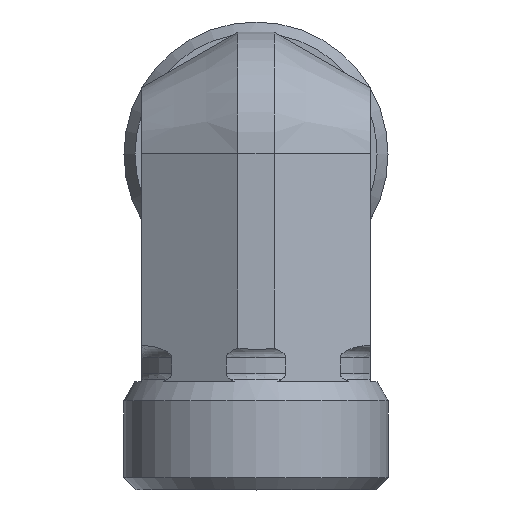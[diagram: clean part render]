
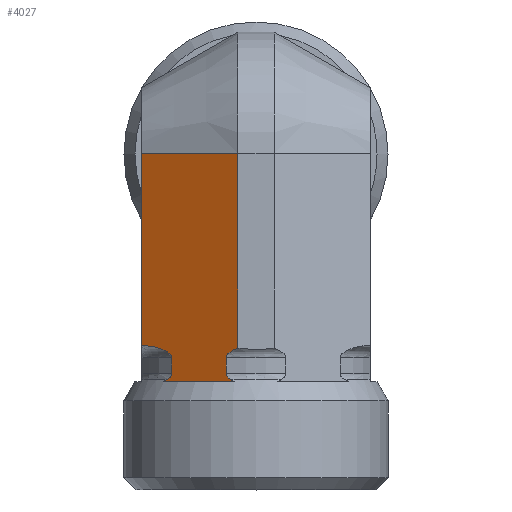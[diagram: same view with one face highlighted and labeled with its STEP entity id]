
A CAD part, top view. The second image highlights one B-rep face of the part: STEP entity #4027.
In plain terms, the highlighted planar face has unit normal (-0.5, 0, 0.866).
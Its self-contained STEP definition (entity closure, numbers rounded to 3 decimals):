
#1395=CARTESIAN_POINT('',(-28.485,-6.456,24.485));
#1396=VERTEX_POINT('',#1395);
#1403=CARTESIAN_POINT('',(-28.485,9.544,24.485));
#1404=VERTEX_POINT('',#1403);
#1405=CARTESIAN_POINT('',(-28.485,9.544,24.485));
#1406=DIRECTION('',(0.0,-1.0,0.0));
#1407=VECTOR('',#1406,16.0);
#1408=LINE('',#1405,#1407);
#1409=EDGE_CURVE('',#1404,#1396,#1408,.T.);
#1993=CARTESIAN_POINT('',(-28.274,-6.456,24.607));
#1994=VERTEX_POINT('',#1993);
#1995=CARTESIAN_POINT('',(-28.485,-6.456,24.485));
#1996=DIRECTION('',(0.866,0.0,0.5));
#1997=VECTOR('',#1996,0.243);
#1998=LINE('',#1995,#1997);
#1999=EDGE_CURVE('',#1396,#1994,#1998,.T.);
#2186=CARTESIAN_POINT('',(-25.988,-7.456,25.926));
#2187=VERTEX_POINT('',#2186);
#2188=CARTESIAN_POINT('',(-28.274,-6.456,24.607));
#2189=CARTESIAN_POINT('',(-27.705,-6.456,24.935));
#2190=CARTESIAN_POINT('',(-27.036,-6.61,25.321));
#2191=CARTESIAN_POINT('',(-26.369,-6.964,25.706));
#2192=CARTESIAN_POINT('',(-26.194,-7.073,25.807));
#2193=CARTESIAN_POINT('',(-26.055,-7.251,25.888));
#2194=CARTESIAN_POINT('',(-26.026,-7.299,25.905));
#2195=CARTESIAN_POINT('',(-25.997,-7.377,25.921));
#2196=CARTESIAN_POINT('',(-25.988,-7.42,25.926));
#2197=CARTESIAN_POINT('',(-25.988,-7.456,25.926));
#2198=B_SPLINE_CURVE_WITH_KNOTS('',3,(#2188,#2189,#2190,#2191,#2192,#2193,#2194,#2195,#2196,#2197),.UNSPECIFIED.,.F.,.U.,(4,2,2,2,4),(0.216,0.413,0.471,0.485,0.496),.UNSPECIFIED.);
#2199=EDGE_CURVE('',#1994,#2187,#2198,.T.);
#2353=CARTESIAN_POINT('',(-25.988,-8.788,25.926));
#2354=VERTEX_POINT('',#2353);
#2355=CARTESIAN_POINT('',(-25.988,-7.456,25.926));
#2356=DIRECTION('',(0.0,-1.0,0.0));
#2357=VECTOR('',#2356,1.332);
#2358=LINE('',#2355,#2357);
#2359=EDGE_CURVE('',#2187,#2354,#2358,.T.);
#2524=CARTESIAN_POINT('',(-26.394,-9.288,25.692));
#2525=VERTEX_POINT('',#2524);
#2526=CARTESIAN_POINT('',(-25.988,-8.788,25.926));
#2527=CARTESIAN_POINT('',(-25.988,-8.824,25.926));
#2528=CARTESIAN_POINT('',(-25.997,-8.867,25.921));
#2529=CARTESIAN_POINT('',(-26.026,-8.945,25.905));
#2530=CARTESIAN_POINT('',(-26.055,-8.993,25.888));
#2531=CARTESIAN_POINT('',(-26.164,-9.133,25.825));
#2532=CARTESIAN_POINT('',(-26.28,-9.218,25.758));
#2533=CARTESIAN_POINT('',(-26.394,-9.288,25.692));
#2534=B_SPLINE_CURVE_WITH_KNOTS('',3,(#2526,#2527,#2528,#2529,#2530,#2531,#2532,#2533),.UNSPECIFIED.,.F.,.U.,(4,2,2,4),(0.496,0.507,0.522,0.564),.UNSPECIFIED.);
#2535=EDGE_CURVE('',#2354,#2525,#2534,.T.);
#2616=CARTESIAN_POINT('',(-21.075,-9.288,28.763));
#2617=VERTEX_POINT('',#2616);
#2625=CARTESIAN_POINT('',(-20.814,-9.456,28.914));
#2626=VERTEX_POINT('',#2625);
#2627=CARTESIAN_POINT('',(-20.814,-9.456,28.914));
#2628=CARTESIAN_POINT('',(-20.945,-9.368,28.838));
#2629=CARTESIAN_POINT('',(-21.075,-9.288,28.763));
#2637=(BOUNDED_CURVE()B_SPLINE_CURVE(2,(#2627,#2628,#2629),.UNSPECIFIED.,.F.,.U.)B_SPLINE_CURVE_WITH_KNOTS((3,3),(0.021,0.056),.UNSPECIFIED.)CURVE()GEOMETRIC_REPRESENTATION_ITEM()RATIONAL_B_SPLINE_CURVE((1.,1.,1.0))REPRESENTATION_ITEM(''));
#2638=EDGE_CURVE('',#2626,#2617,#2637,.T.);
#2640=CARTESIAN_POINT('',(-26.656,-9.456,25.541));
#2641=VERTEX_POINT('',#2640);
#2649=CARTESIAN_POINT('',(-26.394,-9.288,25.692));
#2650=CARTESIAN_POINT('',(-26.524,-9.368,25.617));
#2651=CARTESIAN_POINT('',(-26.656,-9.456,25.541));
#2659=(BOUNDED_CURVE()B_SPLINE_CURVE(2,(#2649,#2650,#2651),.UNSPECIFIED.,.F.,.U.)B_SPLINE_CURVE_WITH_KNOTS((3,3),(0.0,0.035),.UNSPECIFIED.)CURVE()GEOMETRIC_REPRESENTATION_ITEM()RATIONAL_B_SPLINE_CURVE((1.0,1.,1.))REPRESENTATION_ITEM(''));
#2660=EDGE_CURVE('',#2525,#2641,#2659,.T.);
#2834=CARTESIAN_POINT('',(-20.485,-6.684,29.104));
#2835=VERTEX_POINT('',#2834);
#2845=CARTESIAN_POINT('',(-21.481,-7.456,28.528));
#2846=VERTEX_POINT('',#2845);
#2847=CARTESIAN_POINT('',(-21.481,-7.456,28.528));
#2848=CARTESIAN_POINT('',(-21.481,-7.42,28.528));
#2849=CARTESIAN_POINT('',(-21.473,-7.377,28.533));
#2850=CARTESIAN_POINT('',(-21.444,-7.299,28.55));
#2851=CARTESIAN_POINT('',(-21.414,-7.251,28.567));
#2852=CARTESIAN_POINT('',(-21.275,-7.073,28.647));
#2853=CARTESIAN_POINT('',(-21.1,-6.964,28.748));
#2854=CARTESIAN_POINT('',(-20.805,-6.808,28.919));
#2855=CARTESIAN_POINT('',(-20.648,-6.741,29.009));
#2856=CARTESIAN_POINT('',(-20.485,-6.684,29.104));
#2857=B_SPLINE_CURVE_WITH_KNOTS('',3,(#2847,#2848,#2849,#2850,#2851,#2852,#2853,#2854,#2855,#2856),.UNSPECIFIED.,.F.,.U.,(4,2,2,2,4),(0.496,0.507,0.522,0.579,0.634),.UNSPECIFIED.);
#2858=EDGE_CURVE('',#2846,#2835,#2857,.T.);
#2884=CARTESIAN_POINT('',(-21.481,-8.788,28.528));
#2885=VERTEX_POINT('',#2884);
#2886=CARTESIAN_POINT('',(-21.481,-8.788,28.528));
#2887=DIRECTION('',(0.0,1.0,0.0));
#2888=VECTOR('',#2887,1.332);
#2889=LINE('',#2886,#2888);
#2890=EDGE_CURVE('',#2885,#2846,#2889,.T.);
#2919=CARTESIAN_POINT('',(-21.075,-9.288,28.763));
#2920=CARTESIAN_POINT('',(-21.19,-9.218,28.697));
#2921=CARTESIAN_POINT('',(-21.305,-9.133,28.63));
#2922=CARTESIAN_POINT('',(-21.414,-8.993,28.567));
#2923=CARTESIAN_POINT('',(-21.444,-8.945,28.55));
#2924=CARTESIAN_POINT('',(-21.473,-8.867,28.533));
#2925=CARTESIAN_POINT('',(-21.481,-8.824,28.528));
#2926=CARTESIAN_POINT('',(-21.481,-8.788,28.528));
#2927=B_SPLINE_CURVE_WITH_KNOTS('',3,(#2919,#2920,#2921,#2922,#2923,#2924,#2925,#2926),.UNSPECIFIED.,.F.,.U.,(4,2,2,4),(0.429,0.471,0.485,0.496),.UNSPECIFIED.);
#2928=EDGE_CURVE('',#2617,#2885,#2927,.T.);
#2940=CARTESIAN_POINT('',(-26.656,-9.456,25.541));
#2941=DIRECTION('',(0.866,0.0,0.5));
#2942=VECTOR('',#2941,6.745);
#2943=LINE('',#2940,#2942);
#2944=EDGE_CURVE('',#2641,#2626,#2943,.T.);
#3939=CARTESIAN_POINT('',(-20.485,9.544,29.104));
#3940=VERTEX_POINT('',#3939);
#3970=CARTESIAN_POINT('',(-20.485,9.544,29.104));
#3971=DIRECTION('',(-0.866,0.0,-0.5));
#3972=VECTOR('',#3971,9.238);
#3973=LINE('',#3970,#3972);
#3974=EDGE_CURVE('',#3940,#1404,#3973,.T.);
#4002=CARTESIAN_POINT('',(-28.485,9.544,24.485));
#4003=DIRECTION('',(-0.5,0.0,0.866));
#4004=DIRECTION('',(0.866,0.0,0.5));
#4005=AXIS2_PLACEMENT_3D('',#4002,#4003,#4004);
#4006=PLANE('',#4005);
#4007=ORIENTED_EDGE('',*,*,#2858,.T.);
#4008=CARTESIAN_POINT('',(-20.485,9.544,29.104));
#4009=DIRECTION('',(0.0,-1.0,0.0));
#4010=VECTOR('',#4009,16.228);
#4011=LINE('',#4008,#4010);
#4012=EDGE_CURVE('',#3940,#2835,#4011,.T.);
#4013=ORIENTED_EDGE('',*,*,#4012,.F.);
#4014=ORIENTED_EDGE('',*,*,#3974,.T.);
#4015=ORIENTED_EDGE('',*,*,#1409,.T.);
#4016=ORIENTED_EDGE('',*,*,#1999,.T.);
#4017=ORIENTED_EDGE('',*,*,#2199,.T.);
#4018=ORIENTED_EDGE('',*,*,#2359,.T.);
#4019=ORIENTED_EDGE('',*,*,#2535,.T.);
#4020=ORIENTED_EDGE('',*,*,#2660,.T.);
#4021=ORIENTED_EDGE('',*,*,#2944,.T.);
#4022=ORIENTED_EDGE('',*,*,#2638,.T.);
#4023=ORIENTED_EDGE('',*,*,#2928,.T.);
#4024=ORIENTED_EDGE('',*,*,#2890,.T.);
#4025=EDGE_LOOP('',(#4007,#4013,#4014,#4015,#4016,#4017,#4018,#4019,#4020,#4021,#4022,#4023,#4024));
#4026=FACE_OUTER_BOUND('',#4025,.T.);
#4027=ADVANCED_FACE('',(#4026),#4006,.T.);
